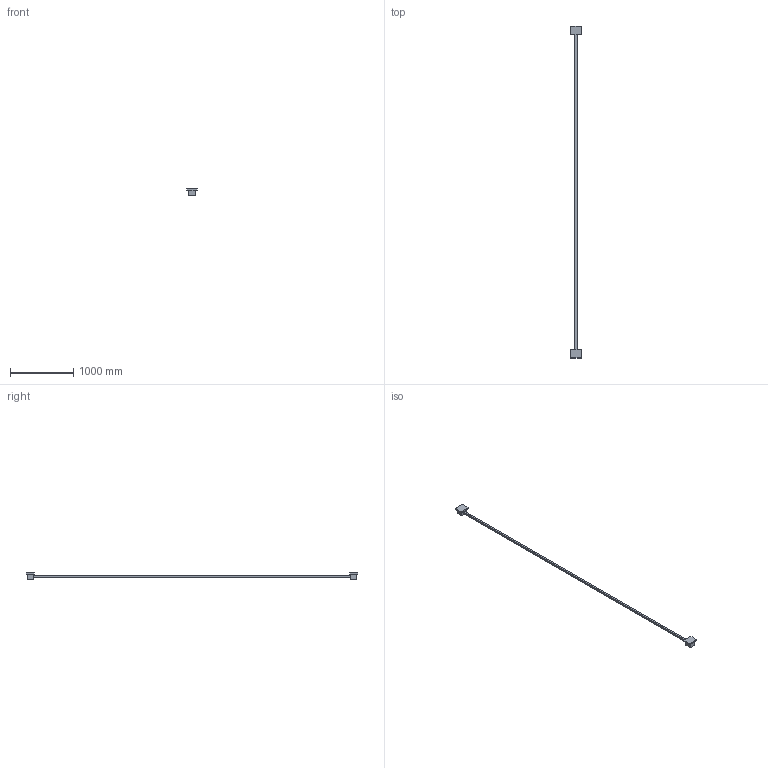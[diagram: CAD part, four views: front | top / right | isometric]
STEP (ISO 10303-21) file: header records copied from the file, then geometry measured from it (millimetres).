
FILE_DESCRIPTION (( 'STEP AP203' ), '1' );
FILE_NAME ('Base_Default_sldprt.STEP', '2022-12-13T17:38:53', ( '' ), ( '' ), 'SwSTEP 2.0', 'SolidWorks 2022', '' );
FILE_SCHEMA (( 'CONFIG_CONTROL_DESIGN' ));
Length unit declared in the file: millimetre
Products named in the file (1): Base_Default_sldprt
Bounding box: 157.97 x 5233.08 x 100 mm (x, y, z)
Volume: 7558732.3 mm3; surface area: 809969.2 mm2
Topology: 1 solids, 1 shells, 29 faces, 70 edges, 46 vertices
Faces by surface type: plane 27, cylinder 2
Entity records: 909 total; most frequent: CARTESIAN_POINT 146, ORIENTED_EDGE 140, DIRECTION 134, EDGE_CURVE 70, LINE 66, VECTOR 66, VERTEX_POINT 46, AXIS2_PLACEMENT_3D 34
